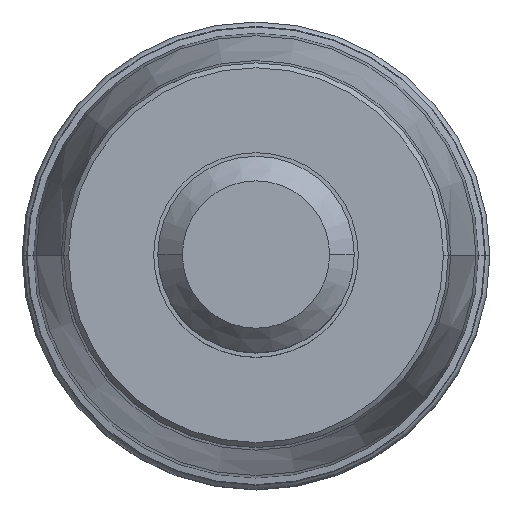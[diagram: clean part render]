
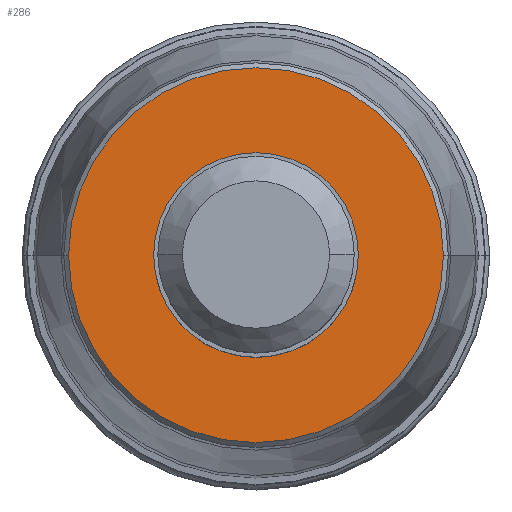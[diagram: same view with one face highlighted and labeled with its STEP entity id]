
A CAD part, top view. The second image highlights one B-rep face of the part: STEP entity #286.
In plain terms, the highlighted planar face has unit normal (0, 0, 1).
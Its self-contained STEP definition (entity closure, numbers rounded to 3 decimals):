
#286=ADVANCED_FACE('',(#330,#331),#322,.F.);
#322=PLANE('',#1639);
#330=FACE_BOUND('',#390,.T.);
#331=FACE_BOUND('',#391,.T.);
#390=EDGE_LOOP('',(#660,#661,#662,#663));
#391=EDGE_LOOP('',(#664,#665));
#660=ORIENTED_EDGE('',*,*,#1041,.T.);
#661=ORIENTED_EDGE('',*,*,#1045,.T.);
#662=ORIENTED_EDGE('',*,*,#1044,.T.);
#663=ORIENTED_EDGE('',*,*,#1042,.T.);
#664=ORIENTED_EDGE('',*,*,#1046,.T.);
#665=ORIENTED_EDGE('',*,*,#1047,.T.);
#878=VERTEX_POINT('',#3620);
#879=VERTEX_POINT('',#3622);
#880=VERTEX_POINT('',#3624);
#881=VERTEX_POINT('',#3628);
#882=VERTEX_POINT('',#3632);
#883=VERTEX_POINT('',#3633);
#1041=EDGE_CURVE('',#879,#878,#1262,.T.);
#1042=EDGE_CURVE('',#880,#879,#1263,.T.);
#1044=EDGE_CURVE('',#881,#880,#1264,.T.);
#1045=EDGE_CURVE('',#878,#881,#1265,.T.);
#1046=EDGE_CURVE('',#882,#883,#1266,.T.);
#1047=EDGE_CURVE('',#883,#882,#1267,.T.);
#1262=CIRCLE('',#1631,11.45);
#1263=CIRCLE('',#1632,11.45);
#1264=CIRCLE('',#1634,11.45);
#1265=CIRCLE('',#1635,11.45);
#1266=CIRCLE('',#1637,6.25);
#1267=CIRCLE('',#1638,6.25);
#1631=AXIS2_PLACEMENT_3D('',#3621,#1989,#1990);
#1632=AXIS2_PLACEMENT_3D('',#3623,#1991,#1992);
#1634=AXIS2_PLACEMENT_3D('',#3627,#1996,#1997);
#1635=AXIS2_PLACEMENT_3D('',#3629,#1998,#1999);
#1637=AXIS2_PLACEMENT_3D('',#3631,#2002,#2003);
#1638=AXIS2_PLACEMENT_3D('',#3634,#2004,#2005);
#1639=AXIS2_PLACEMENT_3D('',#3635,#2006,#2007);
#1989=DIRECTION('',(0.,0.,1.));
#1990=DIRECTION('',(0.,1.,0.));
#1991=DIRECTION('',(0.,0.,1.));
#1992=DIRECTION('',(1.,0.,0.));
#1996=DIRECTION('',(0.,0.,1.));
#1997=DIRECTION('',(0.,-1.,0.));
#1998=DIRECTION('',(0.,0.,1.));
#1999=DIRECTION('',(-1.,0.,0.));
#2002=DIRECTION('',(0.,0.,-1.));
#2003=DIRECTION('',(-1.,0.,0.));
#2004=DIRECTION('',(0.,0.,-1.));
#2005=DIRECTION('',(1.,0.,0.));
#2006=DIRECTION('',(0.,0.,-1.));
#2007=DIRECTION('',(1.,0.,0.));
#3620=CARTESIAN_POINT('',(-11.45,0.,0.));
#3621=CARTESIAN_POINT('',(0.,0.,0.));
#3622=CARTESIAN_POINT('',(0.,11.45,0.));
#3623=CARTESIAN_POINT('',(0.,0.,0.));
#3624=CARTESIAN_POINT('',(11.45,0.,0.));
#3627=CARTESIAN_POINT('',(0.,0.,0.));
#3628=CARTESIAN_POINT('',(0.,-11.45,0.));
#3629=CARTESIAN_POINT('',(0.,0.,0.));
#3631=CARTESIAN_POINT('',(0.,0.,0.));
#3632=CARTESIAN_POINT('',(-6.25,0.,0.));
#3633=CARTESIAN_POINT('',(6.25,0.,0.));
#3634=CARTESIAN_POINT('',(0.,0.,0.));
#3635=CARTESIAN_POINT('',(0.,0.,0.));
